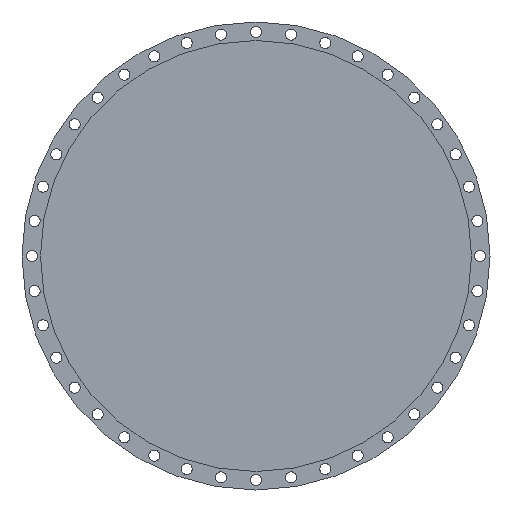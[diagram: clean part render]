
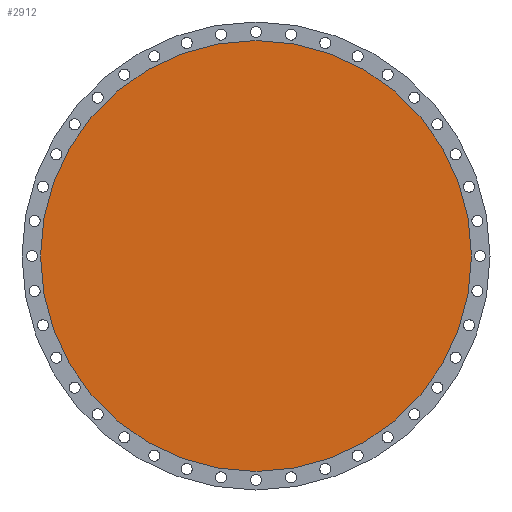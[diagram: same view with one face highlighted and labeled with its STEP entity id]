
A CAD part, left-side view. The second image highlights one B-rep face of the part: STEP entity #2912.
In plain terms, the highlighted planar face has unit normal (-1, 0, 0).
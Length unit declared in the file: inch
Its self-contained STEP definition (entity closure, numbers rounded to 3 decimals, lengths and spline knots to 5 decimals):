
#6 = VERTEX_POINT ( 'NONE', #842 ) ;
#50 = CIRCLE ( 'NONE', #824, 24.3125 ) ;
#101 = AXIS2_PLACEMENT_3D ( 'NONE', #1721, #2717, #483 ) ;
#303 = CIRCLE ( 'NONE', #708, 24.3125 ) ;
#483 = DIRECTION ( 'NONE',  ( 0., 0., 1. ) ) ;
#694 = CARTESIAN_POINT ( 'NONE',  ( 0., 0., -24.3125 ) ) ;
#708 = AXIS2_PLACEMENT_3D ( 'NONE', #1087, #3024, #3071 ) ;
#783 = DIRECTION ( 'NONE',  ( 0., 0., 1. ) ) ;
#824 = AXIS2_PLACEMENT_3D ( 'NONE', #2018, #2964, #783 ) ;
#842 = CARTESIAN_POINT ( 'NONE',  ( 0., 0., 24.3125 ) ) ;
#953 = VERTEX_POINT ( 'NONE', #694 ) ;
#976 = PLANE ( 'NONE',  #101 ) ;
#1087 = CARTESIAN_POINT ( 'NONE',  ( 0., 0., 0. ) ) ;
#1101 = EDGE_LOOP ( 'NONE', ( #2790, #2977 ) ) ;
#1717 = EDGE_CURVE ( 'NONE', #953, #6, #303, .T. ) ;
#1721 = CARTESIAN_POINT ( 'NONE',  ( 0., 0., 0. ) ) ;
#2018 = CARTESIAN_POINT ( 'NONE',  ( 0., 0., 0. ) ) ;
#2190 = FACE_OUTER_BOUND ( 'NONE', #1101, .T. ) ;
#2717 = DIRECTION ( 'NONE',  ( -1., 0., 0. ) ) ;
#2790 = ORIENTED_EDGE ( 'NONE', *, *, #2868, .T. ) ;
#2868 = EDGE_CURVE ( 'NONE', #6, #953, #50, .T. ) ;
#2912 = ADVANCED_FACE ( 'NONE', ( #2190 ), #976, .T. ) ;
#2964 = DIRECTION ( 'NONE',  ( -1., 0., 0. ) ) ;
#2977 = ORIENTED_EDGE ( 'NONE', *, *, #1717, .T. ) ;
#3024 = DIRECTION ( 'NONE',  ( -1., 0., 0. ) ) ;
#3071 = DIRECTION ( 'NONE',  ( 0., 0., 1. ) ) ;
